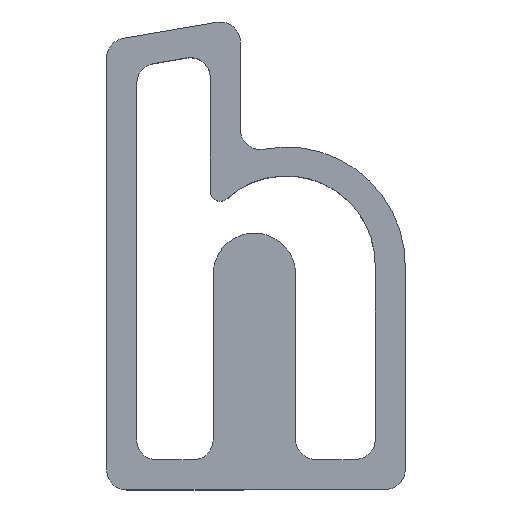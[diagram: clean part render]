
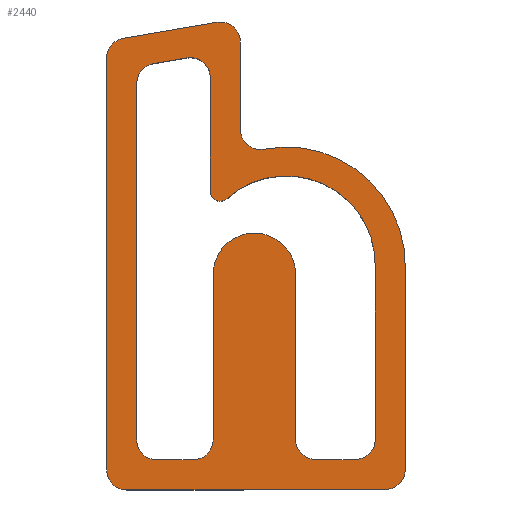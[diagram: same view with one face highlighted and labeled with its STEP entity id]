
A CAD part, top view. The second image highlights one B-rep face of the part: STEP entity #2440.
In plain terms, the highlighted planar face has unit normal (0, 0, 1).
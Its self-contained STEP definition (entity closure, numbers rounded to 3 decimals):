
#21 = EDGE_CURVE('',#22,#24,#26,.T.);
#22 = VERTEX_POINT('',#23);
#23 = CARTESIAN_POINT('',(20.844,-11.837,15.));
#24 = VERTEX_POINT('',#25);
#25 = CARTESIAN_POINT('',(30.182,-10.241,15.));
#26 = LINE('',#27,#28);
#27 = CARTESIAN_POINT('',(19.181,-12.122,15.));
#28 = VECTOR('',#29,1.);
#29 = DIRECTION('',(0.986,0.169,0.));
#61 = EDGE_CURVE('',#24,#62,#64,.T.);
#62 = VERTEX_POINT('',#63);
#63 = CARTESIAN_POINT('',(32.519,-12.212,15.));
#64 = CIRCLE('',#65,2.);
#65 = AXIS2_PLACEMENT_3D('',#66,#67,#68);
#66 = CARTESIAN_POINT('',(30.519,-12.212,15.));
#67 = DIRECTION('',(0.,0.,-1.));
#68 = DIRECTION('',(0.,1.,0.));
#94 = EDGE_CURVE('',#62,#95,#97,.T.);
#95 = VERTEX_POINT('',#96);
#96 = CARTESIAN_POINT('',(32.519,-20.942,15.));
#97 = LINE('',#98,#99);
#98 = CARTESIAN_POINT('',(32.519,-9.841,15.));
#99 = VECTOR('',#100,1.);
#100 = DIRECTION('',(0.,-1.,0.));
#125 = EDGE_CURVE('',#95,#126,#128,.T.);
#126 = VERTEX_POINT('',#127);
#127 = CARTESIAN_POINT('',(34.897,-22.906,15.));
#128 = CIRCLE('',#129,2.);
#129 = AXIS2_PLACEMENT_3D('',#130,#131,#132);
#130 = CARTESIAN_POINT('',(34.519,-20.942,15.));
#131 = DIRECTION('',(0.,-0.,1.));
#132 = DIRECTION('',(0.,1.,0.));
#158 = EDGE_CURVE('',#159,#126,#161,.T.);
#159 = VERTEX_POINT('',#160);
#160 = CARTESIAN_POINT('',(48.98,-34.648,15.));
#161 = CIRCLE('',#162,11.845);
#162 = AXIS2_PLACEMENT_3D('',#163,#164,#165);
#163 = CARTESIAN_POINT('',(37.136,-34.538,15.));
#164 = DIRECTION('',(0.,0.,1.));
#165 = DIRECTION('',(1.,0.,0.));
#191 = EDGE_CURVE('',#159,#192,#194,.T.);
#192 = VERTEX_POINT('',#193);
#193 = CARTESIAN_POINT('',(48.98,-54.877,15.));
#194 = LINE('',#195,#196);
#195 = CARTESIAN_POINT('',(48.98,-34.648,15.));
#196 = VECTOR('',#197,1.);
#197 = DIRECTION('',(0.,-1.,0.));
#222 = EDGE_CURVE('',#192,#223,#225,.T.);
#223 = VERTEX_POINT('',#224);
#224 = CARTESIAN_POINT('',(46.98,-56.877,15.));
#225 = CIRCLE('',#226,2.);
#226 = AXIS2_PLACEMENT_3D('',#227,#228,#229);
#227 = CARTESIAN_POINT('',(46.98,-54.877,15.));
#228 = DIRECTION('',(0.,0.,-1.));
#229 = DIRECTION('',(0.,1.,0.));
#255 = EDGE_CURVE('',#22,#256,#258,.T.);
#256 = VERTEX_POINT('',#257);
#257 = CARTESIAN_POINT('',(19.181,-13.809,15.));
#258 = CIRCLE('',#259,2.);
#259 = AXIS2_PLACEMENT_3D('',#260,#261,#262);
#260 = CARTESIAN_POINT('',(21.181,-13.809,15.));
#261 = DIRECTION('',(0.,-0.,1.));
#262 = DIRECTION('',(0.,1.,0.));
#288 = EDGE_CURVE('',#289,#291,#293,.T.);
#289 = VERTEX_POINT('',#290);
#290 = CARTESIAN_POINT('',(32.801,-56.877,15.));
#291 = VERTEX_POINT('',#292);
#292 = CARTESIAN_POINT('',(32.801,-56.918,15.));
#293 = LINE('',#294,#295);
#294 = CARTESIAN_POINT('',(32.801,-37.392,15.));
#295 = VECTOR('',#296,1.);
#296 = DIRECTION('',(0.,-1.,0.));
#328 = EDGE_CURVE('',#291,#329,#331,.T.);
#329 = VERTEX_POINT('',#330);
#330 = CARTESIAN_POINT('',(21.181,-56.918,15.));
#331 = LINE('',#332,#333);
#332 = CARTESIAN_POINT('',(32.801,-56.918,15.));
#333 = VECTOR('',#334,1.);
#334 = DIRECTION('',(-1.,0.,0.));
#359 = EDGE_CURVE('',#329,#360,#362,.T.);
#360 = VERTEX_POINT('',#361);
#361 = CARTESIAN_POINT('',(19.181,-54.918,15.));
#362 = CIRCLE('',#363,2.);
#363 = AXIS2_PLACEMENT_3D('',#364,#365,#366);
#364 = CARTESIAN_POINT('',(21.181,-54.918,15.));
#365 = DIRECTION('',(0.,0.,-1.));
#366 = DIRECTION('',(0.,1.,0.));
#392 = EDGE_CURVE('',#360,#256,#393,.T.);
#393 = LINE('',#394,#395);
#394 = CARTESIAN_POINT('',(19.181,-56.918,15.));
#395 = VECTOR('',#396,1.);
#396 = DIRECTION('',(0.,1.,0.));
#2011 = VERTEX_POINT('',#2012);
#2012 = CARTESIAN_POINT('',(38.03,-51.877,15.));
#2020 = VERTEX_POINT('',#2021);
#2021 = CARTESIAN_POINT('',(38.03,-35.392,15.));
#2027 = EDGE_CURVE('',#2020,#2011,#2028,.T.);
#2028 = LINE('',#2029,#2030);
#2029 = CARTESIAN_POINT('',(38.03,-35.392,15.));
#2030 = VECTOR('',#2031,1.);
#2031 = DIRECTION('',(0.,-1.,0.));
#2042 = EDGE_CURVE('',#2020,#2043,#2045,.T.);
#2043 = VERTEX_POINT('',#2044);
#2044 = CARTESIAN_POINT('',(29.801,-35.392,15.));
#2045 = CIRCLE('',#2046,4.115);
#2046 = AXIS2_PLACEMENT_3D('',#2047,#2048,#2049);
#2047 = CARTESIAN_POINT('',(33.916,-35.392,15.));
#2048 = DIRECTION('',(0.,0.,1.));
#2049 = DIRECTION('',(1.,0.,0.));
#2069 = VERTEX_POINT('',#2070);
#2070 = CARTESIAN_POINT('',(40.03,-53.877,15.));
#2076 = EDGE_CURVE('',#2011,#2069,#2077,.T.);
#2077 = CIRCLE('',#2078,2.);
#2078 = AXIS2_PLACEMENT_3D('',#2079,#2080,#2081);
#2079 = CARTESIAN_POINT('',(40.03,-51.877,15.));
#2080 = DIRECTION('',(-0.,0.,1.));
#2081 = DIRECTION('',(0.,-1.,0.));
#2092 = VERTEX_POINT('',#2093);
#2093 = CARTESIAN_POINT('',(29.801,-51.918,15.));
#2099 = EDGE_CURVE('',#2092,#2043,#2100,.T.);
#2100 = LINE('',#2101,#2102);
#2101 = CARTESIAN_POINT('',(29.801,-54.918,15.));
#2102 = VECTOR('',#2103,1.);
#2103 = DIRECTION('',(0.,1.,0.));
#2116 = EDGE_CURVE('',#2069,#2117,#2119,.T.);
#2117 = VERTEX_POINT('',#2118);
#2118 = CARTESIAN_POINT('',(43.98,-53.877,15.));
#2119 = LINE('',#2120,#2121);
#2120 = CARTESIAN_POINT('',(37.03,-53.877,15.));
#2121 = VECTOR('',#2122,1.);
#2122 = DIRECTION('',(1.,0.,0.));
#2142 = VERTEX_POINT('',#2143);
#2143 = CARTESIAN_POINT('',(27.801,-53.918,15.));
#2149 = EDGE_CURVE('',#2092,#2142,#2150,.T.);
#2150 = CIRCLE('',#2151,2.);
#2151 = AXIS2_PLACEMENT_3D('',#2152,#2153,#2154);
#2152 = CARTESIAN_POINT('',(27.801,-51.918,15.));
#2153 = DIRECTION('',(-0.,-0.,-1.));
#2154 = DIRECTION('',(0.,-1.,0.));
#2165 = VERTEX_POINT('',#2166);
#2166 = CARTESIAN_POINT('',(45.98,-51.877,15.));
#2174 = EDGE_CURVE('',#2165,#2117,#2175,.T.);
#2175 = CIRCLE('',#2176,2.);
#2176 = AXIS2_PLACEMENT_3D('',#2177,#2178,#2179);
#2177 = CARTESIAN_POINT('',(43.98,-51.877,15.));
#2178 = DIRECTION('',(-0.,-0.,-1.));
#2179 = DIRECTION('',(0.,-1.,0.));
#2190 = VERTEX_POINT('',#2191);
#2191 = CARTESIAN_POINT('',(24.181,-53.918,15.));
#2197 = EDGE_CURVE('',#2190,#2142,#2198,.T.);
#2198 = LINE('',#2199,#2200);
#2199 = CARTESIAN_POINT('',(21.181,-53.918,15.));
#2200 = VECTOR('',#2201,1.);
#2201 = DIRECTION('',(1.,0.,0.));
#2214 = EDGE_CURVE('',#2165,#2215,#2217,.T.);
#2215 = VERTEX_POINT('',#2216);
#2216 = CARTESIAN_POINT('',(45.98,-34.648,15.));
#2217 = LINE('',#2218,#2219);
#2218 = CARTESIAN_POINT('',(45.98,-54.877,15.));
#2219 = VECTOR('',#2220,1.);
#2220 = DIRECTION('',(0.,1.,0.));
#2240 = VERTEX_POINT('',#2241);
#2241 = CARTESIAN_POINT('',(22.181,-51.918,15.));
#2247 = EDGE_CURVE('',#2190,#2240,#2248,.T.);
#2248 = CIRCLE('',#2249,2.);
#2249 = AXIS2_PLACEMENT_3D('',#2250,#2251,#2252);
#2250 = CARTESIAN_POINT('',(24.181,-51.918,15.));
#2251 = DIRECTION('',(-0.,-0.,-1.));
#2252 = DIRECTION('',(0.,-1.,0.));
#2263 = VERTEX_POINT('',#2264);
#2264 = CARTESIAN_POINT('',(31.187,-27.837,15.));
#2272 = EDGE_CURVE('',#2215,#2263,#2273,.T.);
#2273 = CIRCLE('',#2274,8.871);
#2274 = AXIS2_PLACEMENT_3D('',#2275,#2276,#2277);
#2275 = CARTESIAN_POINT('',(37.111,-34.441,15.));
#2276 = DIRECTION('',(0.,0.,1.));
#2277 = DIRECTION('',(1.,0.,0.));
#2288 = VERTEX_POINT('',#2289);
#2289 = CARTESIAN_POINT('',(22.181,-16.339,15.));
#2295 = EDGE_CURVE('',#2288,#2240,#2296,.T.);
#2296 = LINE('',#2297,#2298);
#2297 = CARTESIAN_POINT('',(22.181,-13.809,15.));
#2298 = VECTOR('',#2299,1.);
#2299 = DIRECTION('',(0.,-1.,0.));
#2312 = VERTEX_POINT('',#2313);
#2313 = CARTESIAN_POINT('',(29.519,-27.093,15.));
#2319 = EDGE_CURVE('',#2263,#2312,#2320,.T.);
#2320 = CIRCLE('',#2321,1.);
#2321 = AXIS2_PLACEMENT_3D('',#2322,#2323,#2324);
#2322 = CARTESIAN_POINT('',(30.519,-27.093,15.));
#2323 = DIRECTION('',(0.,0.,-1.));
#2324 = DIRECTION('',(0.744,0.668,0.));
#2339 = VERTEX_POINT('',#2340);
#2340 = CARTESIAN_POINT('',(23.844,-14.368,15.));
#2346 = EDGE_CURVE('',#2288,#2339,#2347,.T.);
#2347 = CIRCLE('',#2348,2.);
#2348 = AXIS2_PLACEMENT_3D('',#2349,#2350,#2351);
#2349 = CARTESIAN_POINT('',(24.181,-16.339,15.));
#2350 = DIRECTION('',(-0.,-0.,-1.));
#2351 = DIRECTION('',(0.,-1.,0.));
#2362 = VERTEX_POINT('',#2363);
#2363 = CARTESIAN_POINT('',(29.519,-15.769,15.));
#2369 = EDGE_CURVE('',#2362,#2312,#2370,.T.);
#2370 = LINE('',#2371,#2372);
#2371 = CARTESIAN_POINT('',(29.519,-12.212,15.));
#2372 = VECTOR('',#2373,1.);
#2373 = DIRECTION('',(0.,-1.,0.));
#2386 = VERTEX_POINT('',#2387);
#2387 = CARTESIAN_POINT('',(27.182,-13.797,15.));
#2393 = EDGE_CURVE('',#2386,#2339,#2394,.T.);
#2394 = LINE('',#2395,#2396);
#2395 = CARTESIAN_POINT('',(30.688,-13.198,15.));
#2396 = VECTOR('',#2397,1.);
#2397 = DIRECTION('',(-0.986,-0.169,0.));
#2410 = EDGE_CURVE('',#2386,#2362,#2411,.T.);
#2411 = CIRCLE('',#2412,2.);
#2412 = AXIS2_PLACEMENT_3D('',#2413,#2414,#2415);
#2413 = CARTESIAN_POINT('',(27.519,-15.769,15.));
#2414 = DIRECTION('',(0.,0.,-1.));
#2415 = DIRECTION('',(0.,1.,0.));
#2427 = EDGE_CURVE('',#223,#289,#2428,.T.);
#2428 = LINE('',#2429,#2430);
#2429 = CARTESIAN_POINT('',(48.98,-56.877,15.));
#2430 = VECTOR('',#2431,1.);
#2431 = DIRECTION('',(-1.,0.,0.));
#2440 = ADVANCED_FACE('',(#2441,#2456),#2475,.T.);
#2441 = FACE_BOUND('',#2442,.T.);
#2442 = EDGE_LOOP('',(#2443,#2444,#2445,#2446,#2447,#2448,#2449,#2450,
    #2451,#2452,#2453,#2454,#2455));
#2443 = ORIENTED_EDGE('',*,*,#21,.F.);
#2444 = ORIENTED_EDGE('',*,*,#255,.T.);
#2445 = ORIENTED_EDGE('',*,*,#392,.F.);
#2446 = ORIENTED_EDGE('',*,*,#359,.F.);
#2447 = ORIENTED_EDGE('',*,*,#328,.F.);
#2448 = ORIENTED_EDGE('',*,*,#288,.F.);
#2449 = ORIENTED_EDGE('',*,*,#2427,.F.);
#2450 = ORIENTED_EDGE('',*,*,#222,.F.);
#2451 = ORIENTED_EDGE('',*,*,#191,.F.);
#2452 = ORIENTED_EDGE('',*,*,#158,.T.);
#2453 = ORIENTED_EDGE('',*,*,#125,.F.);
#2454 = ORIENTED_EDGE('',*,*,#94,.F.);
#2455 = ORIENTED_EDGE('',*,*,#61,.F.);
#2456 = FACE_BOUND('',#2457,.T.);
#2457 = EDGE_LOOP('',(#2458,#2459,#2460,#2461,#2462,#2463,#2464,#2465,
    #2466,#2467,#2468,#2469,#2470,#2471,#2472,#2473,#2474));
#2458 = ORIENTED_EDGE('',*,*,#2027,.F.);
#2459 = ORIENTED_EDGE('',*,*,#2042,.T.);
#2460 = ORIENTED_EDGE('',*,*,#2099,.F.);
#2461 = ORIENTED_EDGE('',*,*,#2149,.T.);
#2462 = ORIENTED_EDGE('',*,*,#2197,.F.);
#2463 = ORIENTED_EDGE('',*,*,#2247,.T.);
#2464 = ORIENTED_EDGE('',*,*,#2295,.F.);
#2465 = ORIENTED_EDGE('',*,*,#2346,.T.);
#2466 = ORIENTED_EDGE('',*,*,#2393,.F.);
#2467 = ORIENTED_EDGE('',*,*,#2410,.T.);
#2468 = ORIENTED_EDGE('',*,*,#2369,.T.);
#2469 = ORIENTED_EDGE('',*,*,#2319,.F.);
#2470 = ORIENTED_EDGE('',*,*,#2272,.F.);
#2471 = ORIENTED_EDGE('',*,*,#2214,.F.);
#2472 = ORIENTED_EDGE('',*,*,#2174,.T.);
#2473 = ORIENTED_EDGE('',*,*,#2116,.F.);
#2474 = ORIENTED_EDGE('',*,*,#2076,.F.);
#2475 = PLANE('',#2476);
#2476 = AXIS2_PLACEMENT_3D('',#2477,#2478,#2479);
#2477 = CARTESIAN_POINT('',(32.248,-35.862,15.));
#2478 = DIRECTION('',(0.,0.,1.));
#2479 = DIRECTION('',(1.,0.,0.));
